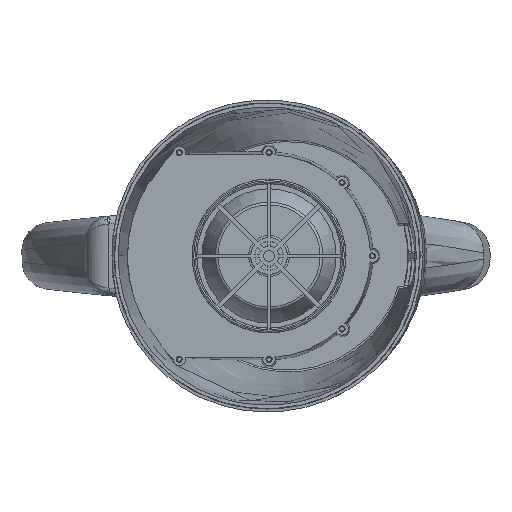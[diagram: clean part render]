
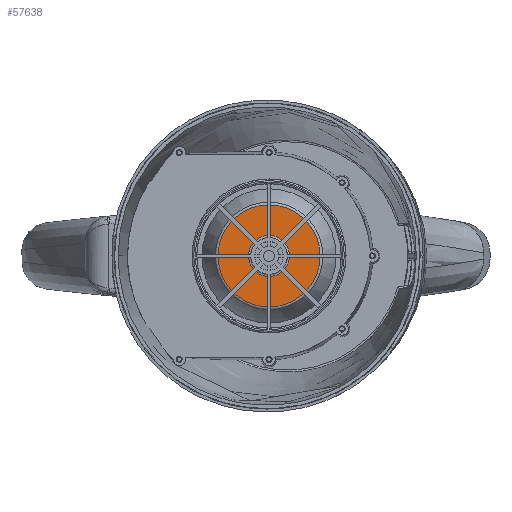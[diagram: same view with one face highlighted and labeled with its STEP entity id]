
A CAD part, front view. The second image highlights one B-rep face of the part: STEP entity #57638.
In plain terms, the highlighted planar face has unit normal (0, -1, 0).
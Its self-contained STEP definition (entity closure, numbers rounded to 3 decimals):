
#16794 = CARTESIAN_POINT ( 'NONE',  ( 0., 196., 10.7 ) ) ;
#16795 = CARTESIAN_POINT ( 'NONE',  ( 0., 196., -10.7 ) ) ;
#16796 = DIRECTION ( 'NONE',  ( 0., 0., 1. ) ) ;
#16797 = DIRECTION ( 'NONE',  ( 0., 1., 0. ) ) ;
#16798 = CARTESIAN_POINT ( 'NONE',  ( 0., 196., 0. ) ) ;
#16799 = AXIS2_PLACEMENT_3D ( 'NONE', #16798, #16797, #16796 ) ;
#16800 = CIRCLE ( 'NONE', #16799, 10.7 ) ;
#16989 = AXIS2_PLACEMENT_3D ( 'NONE', #17050, #17049, #17048 ) ;
#16994 = CIRCLE ( 'NONE', #16989, 26.578 ) ;
#17046 = CARTESIAN_POINT ( 'NONE',  ( 0., 196., 26.578 ) ) ;
#17047 = CARTESIAN_POINT ( 'NONE',  ( 0., 196., -26.578 ) ) ;
#17048 = DIRECTION ( 'NONE',  ( 0., 0., 1. ) ) ;
#17049 = DIRECTION ( 'NONE',  ( 0., -1., 0. ) ) ;
#17050 = CARTESIAN_POINT ( 'NONE',  ( 0., 196., 0. ) ) ;
#17714 = DIRECTION ( 'NONE',  ( 0., 0., 1. ) ) ;
#17715 = DIRECTION ( 'NONE',  ( 0., 1., 0. ) ) ;
#17716 = CARTESIAN_POINT ( 'NONE',  ( 0., 196., 0. ) ) ;
#17717 = AXIS2_PLACEMENT_3D ( 'NONE', #17716, #17715, #17714 ) ;
#17718 = CIRCLE ( 'NONE', #17717, 10.7 ) ;
#17719 = DIRECTION ( 'NONE',  ( 0., 0., 1. ) ) ;
#17720 = DIRECTION ( 'NONE',  ( 0., -1., 0. ) ) ;
#17721 = CARTESIAN_POINT ( 'NONE',  ( 0., 196., 0. ) ) ;
#17722 = AXIS2_PLACEMENT_3D ( 'NONE', #17721, #17720, #17719 ) ;
#17723 = DIRECTION ( 'NONE',  ( 0., 0., 1. ) ) ;
#17724 = DIRECTION ( 'NONE',  ( 0., 1., 0. ) ) ;
#17725 = AXIS2_PLACEMENT_3D ( 'NONE', #17727, #17724, #17723 ) ;
#17726 = CIRCLE ( 'NONE', #17722, 26.578 ) ;
#17727 = CARTESIAN_POINT ( 'NONE',  ( 0., 196., 9.1 ) ) ;
#17728 = PLANE ( 'NONE',  #17725 ) ;
#17729 = FACE_BOUND ( 'NONE', #57643, .T. ) ;
#17730 = FACE_OUTER_BOUND ( 'NONE', #57639, .T. ) ;
#57174 = EDGE_CURVE ( 'NONE', #57175, #57176, #16800, .T. ) ;
#57175 = VERTEX_POINT ( 'NONE', #16795 ) ;
#57176 = VERTEX_POINT ( 'NONE', #16794 ) ;
#57295 = EDGE_CURVE ( 'NONE', #57296, #57297, #16994, .T. ) ;
#57296 = VERTEX_POINT ( 'NONE', #17047 ) ;
#57297 = VERTEX_POINT ( 'NONE', #17046 ) ;
#57638 = ADVANCED_FACE ( 'NONE', ( #17730, #17729 ), #17728, .F. ) ;
#57639 = EDGE_LOOP ( 'NONE', ( #57640, #57642 ) ) ;
#57640 = ORIENTED_EDGE ( 'NONE', *, *, #57641, .T. ) ;
#57641 = EDGE_CURVE ( 'NONE', #57297, #57296, #17726, .T. ) ;
#57642 = ORIENTED_EDGE ( 'NONE', *, *, #57295, .T. ) ;
#57643 = EDGE_LOOP ( 'NONE', ( #57644, #57646 ) ) ;
#57644 = ORIENTED_EDGE ( 'NONE', *, *, #57645, .T. ) ;
#57645 = EDGE_CURVE ( 'NONE', #57176, #57175, #17718, .T. ) ;
#57646 = ORIENTED_EDGE ( 'NONE', *, *, #57174, .T. ) ;
